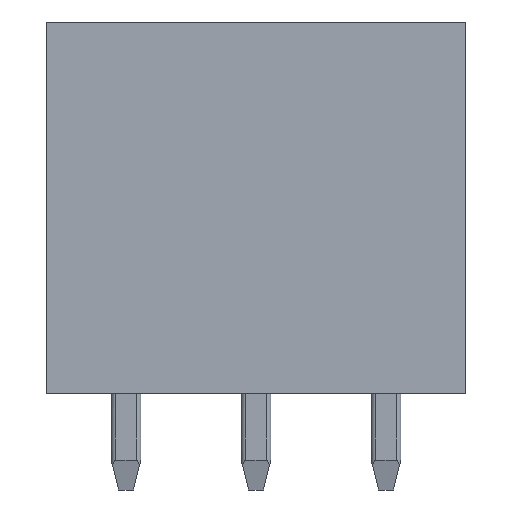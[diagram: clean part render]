
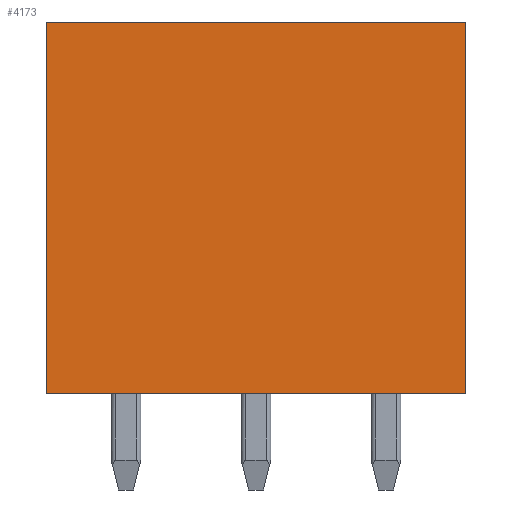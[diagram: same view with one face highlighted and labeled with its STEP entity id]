
A CAD part, front view. The second image highlights one B-rep face of the part: STEP entity #4173.
In plain terms, the highlighted planar face has unit normal (0, -1, 0).
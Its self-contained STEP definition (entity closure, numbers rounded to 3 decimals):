
#1=DIRECTION('',(0.,0.,-1.));
#2=VECTOR('',#1,10.);
#3=CARTESIAN_POINT('',(0.,-5.3,3.7));
#4=LINE('',#3,#2);
#17=DIRECTION('',(-1.,0.,0.));
#18=VECTOR('',#17,11.3);
#19=CARTESIAN_POINT('',(0.,-5.3,3.7));
#20=LINE('',#19,#18);
#21=DIRECTION('',(-1.,0.,0.));
#22=VECTOR('',#21,11.3);
#23=CARTESIAN_POINT('',(0.,-5.3,-6.3));
#24=LINE('',#23,#22);
#361=DIRECTION('',(0.,0.,-1.));
#362=VECTOR('',#361,10.);
#363=CARTESIAN_POINT('',(-11.3,-5.3,3.7));
#364=LINE('',#363,#362);
#3297=CARTESIAN_POINT('',(0.,-5.3,3.7));
#3298=CARTESIAN_POINT('',(0.,-5.3,-6.3));
#3299=VERTEX_POINT('',#3297);
#3300=VERTEX_POINT('',#3298);
#3305=CARTESIAN_POINT('',(-11.3,-5.3,3.7));
#3306=CARTESIAN_POINT('',(-11.3,-5.3,-6.3));
#3307=VERTEX_POINT('',#3305);
#3308=VERTEX_POINT('',#3306);
#4159=CARTESIAN_POINT('',(0.,-5.3,3.7));
#4160=DIRECTION('',(0.,-1.,0.));
#4161=DIRECTION('',(0.,0.,-1.));
#4162=AXIS2_PLACEMENT_3D('',#4159,#4160,#4161);
#4163=PLANE('',#4162);
#4164=ORIENTED_EDGE('',*,*,#4148,.T.);
#4166=ORIENTED_EDGE('',*,*,#4165,.T.);
#4168=ORIENTED_EDGE('',*,*,#4167,.F.);
#4170=ORIENTED_EDGE('',*,*,#4169,.F.);
#4171=EDGE_LOOP('',(#4164,#4166,#4168,#4170));
#4172=FACE_OUTER_BOUND('',#4171,.F.);
#4173=ADVANCED_FACE('',(#4172),#4163,.T.);
#4148=EDGE_CURVE('',#3299,#3300,#4,.T.);
#4165=EDGE_CURVE('',#3300,#3308,#24,.T.);
#4167=EDGE_CURVE('',#3307,#3308,#364,.T.);
#4169=EDGE_CURVE('',#3299,#3307,#20,.T.);
